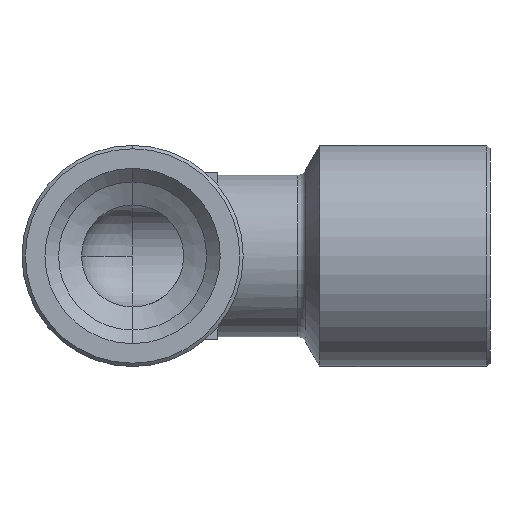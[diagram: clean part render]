
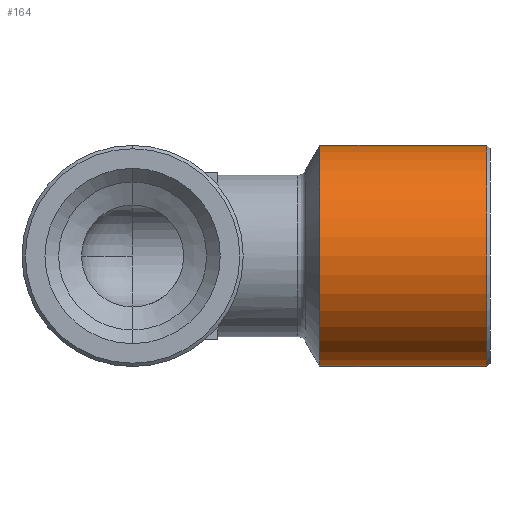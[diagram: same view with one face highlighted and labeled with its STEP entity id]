
A CAD part, front view. The second image highlights one B-rep face of the part: STEP entity #164.
In plain terms, the highlighted cylindrical face has radius 6.5 mm (diameter 13 mm), a partial arc.
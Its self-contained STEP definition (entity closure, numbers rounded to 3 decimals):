
#164 = ADVANCED_FACE ( 'NONE', ( #963 ), #962, .T. ) ;
#169 = EDGE_CURVE ( 'NONE', #520, #519, #1012, .T. ) ;
#171 = ORIENTED_EDGE ( 'NONE', *, *, #514, .F. ) ;
#172 = ORIENTED_EDGE ( 'NONE', *, *, #169, .T. ) ;
#173 = EDGE_LOOP ( 'NONE', ( #171, #172, #189, #187 ) ) ;
#187 = ORIENTED_EDGE ( 'NONE', *, *, #188, .F. ) ;
#188 = EDGE_CURVE ( 'NONE', #544, #548, #1046, .T. ) ;
#189 = ORIENTED_EDGE ( 'NONE', *, *, #517, .T. ) ;
#514 = EDGE_CURVE ( 'NONE', #520, #544, #1329, .T. ) ;
#517 = EDGE_CURVE ( 'NONE', #519, #548, #1325, .T. ) ;
#519 = VERTEX_POINT ( 'NONE', #1321 ) ;
#520 = VERTEX_POINT ( 'NONE', #1320 ) ;
#544 = VERTEX_POINT ( 'NONE', #1394 ) ;
#548 = VERTEX_POINT ( 'NONE', #1384 ) ;
#958 = DIRECTION ( 'NONE',  ( 0., 0., 1. ) ) ;
#959 = DIRECTION ( 'NONE',  ( -1., 0., 0. ) ) ;
#960 = AXIS2_PLACEMENT_3D ( 'NONE', #961, #959, #958 ) ;
#961 = CARTESIAN_POINT ( 'NONE',  ( -9.788, 0., 0. ) ) ;
#962 = CYLINDRICAL_SURFACE ( 'NONE', #960, 6.5 ) ;
#963 = FACE_OUTER_BOUND ( 'NONE', #173, .T. ) ;
#984 = CARTESIAN_POINT ( 'NONE',  ( 11., 0., 0. ) ) ;
#1008 = DIRECTION ( 'NONE',  ( 0., 0., 1. ) ) ;
#1009 = DIRECTION ( 'NONE',  ( -1., 0., 0. ) ) ;
#1010 = CARTESIAN_POINT ( 'NONE',  ( 20.8, 0., 0. ) ) ;
#1011 = AXIS2_PLACEMENT_3D ( 'NONE', #1010, #1009, #1008 ) ;
#1012 = CIRCLE ( 'NONE', #1011, 6.5 ) ;
#1043 = DIRECTION ( 'NONE',  ( 0., 0., 1. ) ) ;
#1044 = DIRECTION ( 'NONE',  ( -1., 0., 0. ) ) ;
#1045 = AXIS2_PLACEMENT_3D ( 'NONE', #984, #1044, #1043 ) ;
#1046 = CIRCLE ( 'NONE', #1045, 6.5 ) ;
#1320 = CARTESIAN_POINT ( 'NONE',  ( 20.8, 0., -6.5 ) ) ;
#1321 = CARTESIAN_POINT ( 'NONE',  ( 20.8, 0., 6.5 ) ) ;
#1322 = DIRECTION ( 'NONE',  ( -1., 0., 0. ) ) ;
#1323 = VECTOR ( 'NONE', #1322, 1000. ) ;
#1324 = CARTESIAN_POINT ( 'NONE',  ( -9.788, 0., 6.5 ) ) ;
#1325 = LINE ( 'NONE', #1324, #1323 ) ;
#1326 = DIRECTION ( 'NONE',  ( -1., 0., 0. ) ) ;
#1327 = VECTOR ( 'NONE', #1326, 1000. ) ;
#1328 = CARTESIAN_POINT ( 'NONE',  ( -9.788, 0., -6.5 ) ) ;
#1329 = LINE ( 'NONE', #1328, #1327 ) ;
#1384 = CARTESIAN_POINT ( 'NONE',  ( 11., 0., 6.5 ) ) ;
#1394 = CARTESIAN_POINT ( 'NONE',  ( 11., 0., -6.5 ) ) ;
